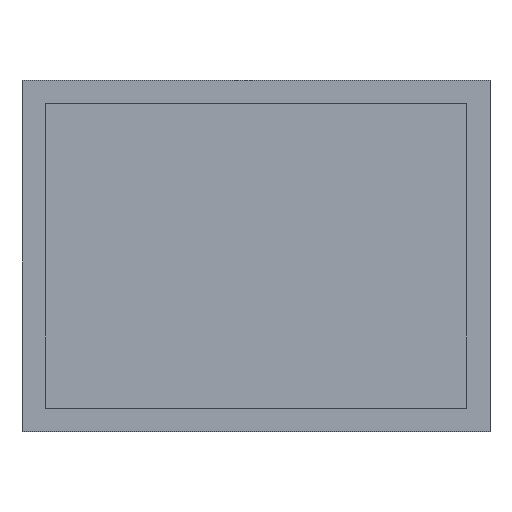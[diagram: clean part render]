
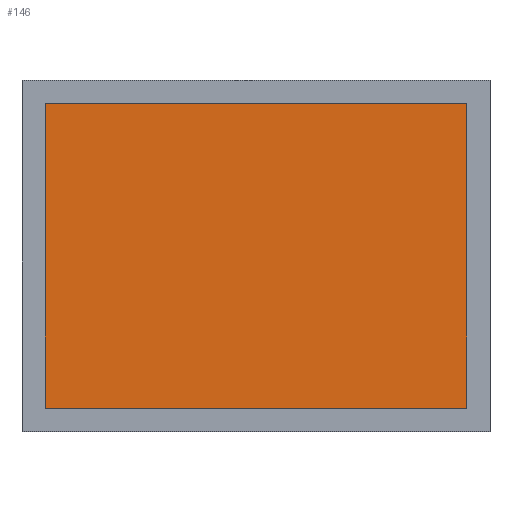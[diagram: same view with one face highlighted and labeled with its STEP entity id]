
A CAD part, top view. The second image highlights one B-rep face of the part: STEP entity #146.
In plain terms, the highlighted face is planar.
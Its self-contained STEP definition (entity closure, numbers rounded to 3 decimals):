
#146 = ADVANCED_FACE( '', ( #206 ), #207, .F. );
#206 = FACE_OUTER_BOUND( '', #236, .T. );
#207 = PLANE( '', #237 );
#236 = EDGE_LOOP( '', ( #299, #300, #301, #302 ) );
#237 = AXIS2_PLACEMENT_3D( '', #303, #304, #305 );
#299 = ORIENTED_EDGE( '', *, *, #344, .F. );
#300 = ORIENTED_EDGE( '', *, *, #355, .F. );
#301 = ORIENTED_EDGE( '', *, *, #353, .F. );
#302 = ORIENTED_EDGE( '', *, *, #351, .F. );
#303 = CARTESIAN_POINT( '', ( -9., -6.5, 0. ) );
#304 = DIRECTION( '', ( 0., 0., 1. ) );
#305 = DIRECTION( '', ( 1., 0., 0. ) );
#344 = EDGE_CURVE( '', #368, #369, #370, .T. );
#351 = EDGE_CURVE( '', #369, #381, #382, .T. );
#353 = EDGE_CURVE( '', #381, #384, #385, .T. );
#355 = EDGE_CURVE( '', #384, #368, #387, .T. );
#368 = VERTEX_POINT( '', #388 );
#369 = VERTEX_POINT( '', #389 );
#370 = LINE( '', #390, #391 );
#381 = VERTEX_POINT( '', #408 );
#382 = LINE( '', #409, #410 );
#384 = VERTEX_POINT( '', #413 );
#385 = LINE( '', #414, #415 );
#387 = LINE( '', #418, #419 );
#388 = CARTESIAN_POINT( '', ( -9., 6.5, 0. ) );
#389 = CARTESIAN_POINT( '', ( -9., -6.5, 0. ) );
#390 = CARTESIAN_POINT( '', ( -9., 6.5, 0. ) );
#391 = VECTOR( '', #420, 1000. );
#408 = CARTESIAN_POINT( '', ( 9., -6.5, 0. ) );
#409 = CARTESIAN_POINT( '', ( -9., -6.5, 0. ) );
#410 = VECTOR( '', #427, 1000. );
#413 = CARTESIAN_POINT( '', ( 9., 6.5, 0. ) );
#414 = CARTESIAN_POINT( '', ( 9., -6.5, 0. ) );
#415 = VECTOR( '', #429, 1000. );
#418 = CARTESIAN_POINT( '', ( 9., 6.5, 0. ) );
#419 = VECTOR( '', #431, 1000. );
#420 = DIRECTION( '', ( 0., -1., 0. ) );
#427 = DIRECTION( '', ( 1., 0., 0. ) );
#429 = DIRECTION( '', ( 0., 1., 0. ) );
#431 = DIRECTION( '', ( -1., 0., 0. ) );
